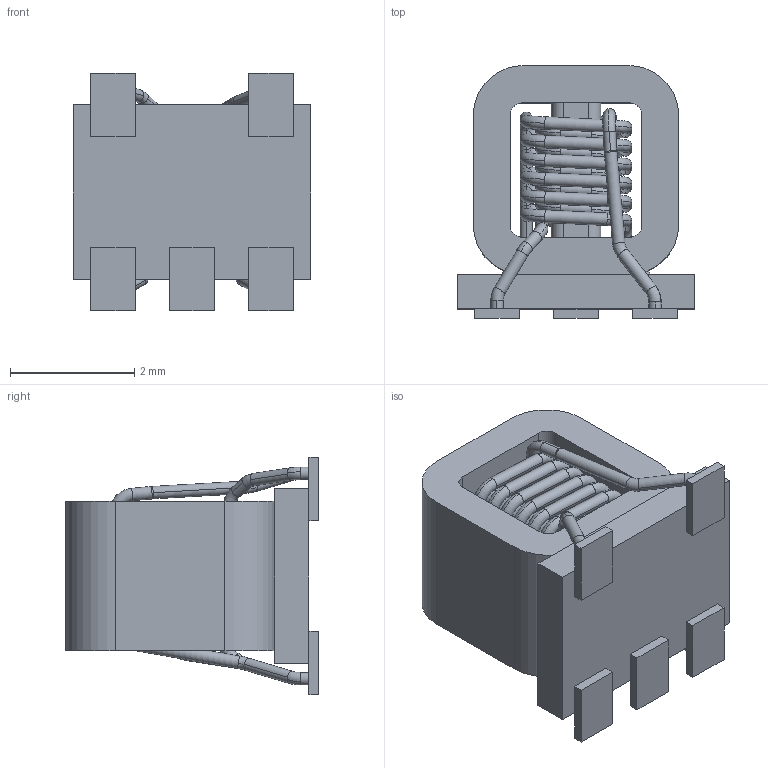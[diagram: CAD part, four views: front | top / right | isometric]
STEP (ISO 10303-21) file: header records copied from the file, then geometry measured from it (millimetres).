
FILE_DESCRIPTION (( 'STEP AP214' ), '1' );
FILE_NAME ('User Library-TC1-1T+.STEP', '2021-10-07T02:51:54', ( '' ), ( '' ), 'SwSTEP 2.0', 'SolidWorks 2021', '' );
FILE_SCHEMA (( 'AUTOMOTIVE_DESIGN' ));
Length unit declared in the file: millimetre
Products named in the file (1): User Library-TC1-1T+
Bounding box: 3.81 x 4.06 x 3.81 mm (x, y, z)
Volume: 25.5 mm3; surface area: 156.5 mm2
Topology: 10 solids, 10 shells, 326 faces, 897 edges, 589 vertices
Faces by surface type: cylinder 144, torus 126, plane 56
Entity records: 10943 total; most frequent: DIRECTION 2184, CARTESIAN_POINT 1897, ORIENTED_EDGE 1794, AXIS2_PLACEMENT_3D 966, EDGE_CURVE 897, CIRCLE 639, VERTEX_POINT 589, EDGE_LOOP 330
